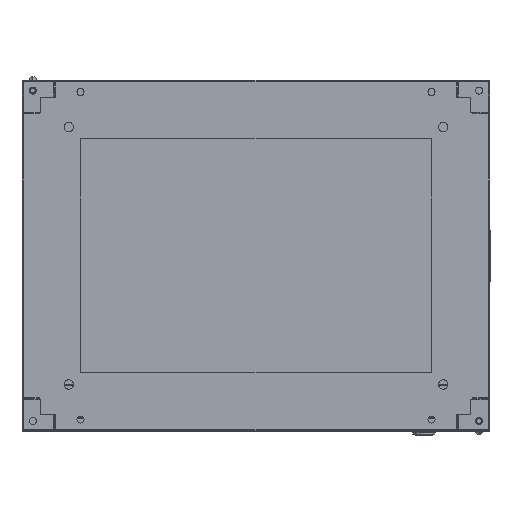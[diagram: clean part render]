
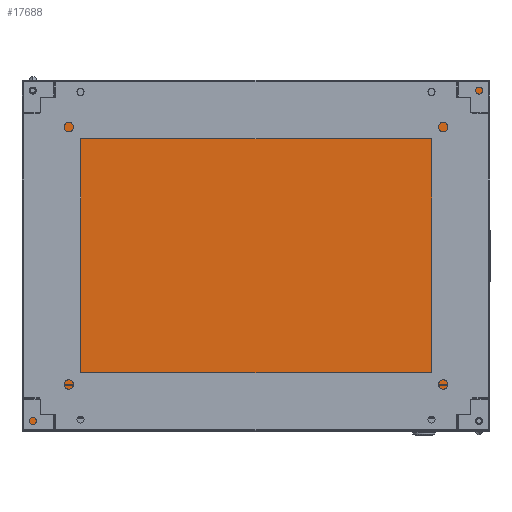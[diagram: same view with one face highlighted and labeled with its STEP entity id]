
A CAD part, front view. The second image highlights one B-rep face of the part: STEP entity #17688.
In plain terms, the highlighted face is planar.
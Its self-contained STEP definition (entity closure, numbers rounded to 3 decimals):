
#51 = VERTEX_POINT ( 'NONE', #9465 ) ;
#182 = CARTESIAN_POINT ( 'NONE',  ( 588.5, 11.3, 0. ) ) ;
#356 = ORIENTED_EDGE ( 'NONE', *, *, #6831, .T. ) ;
#484 = DIRECTION ( 'NONE',  ( 0., -1., 0. ) ) ;
#690 = LINE ( 'NONE', #30787, #38123 ) ;
#775 = CARTESIAN_POINT ( 'NONE',  ( 16.5, 434.7, 0. ) ) ;
#1119 = DIRECTION ( 'NONE',  ( 0., 1., 0. ) ) ;
#1462 = EDGE_CURVE ( 'NONE', #6049, #11198, #30364, .T. ) ;
#2044 = EDGE_CURVE ( 'NONE', #40880, #40070, #8089, .T. ) ;
#2182 = VECTOR ( 'NONE', #4611, 1000. ) ;
#3035 = DIRECTION ( 'NONE',  ( -1., 0., 0. ) ) ;
#3165 = EDGE_CURVE ( 'NONE', #32958, #40880, #7683, .T. ) ;
#3524 = AXIS2_PLACEMENT_3D ( 'NONE', #27552, #21028, #23859 ) ;
#3649 = VECTOR ( 'NONE', #11700, 1000. ) ;
#3929 = CARTESIAN_POINT ( 'NONE',  ( 0., 0., 0. ) ) ;
#4074 = LINE ( 'NONE', #37875, #38682 ) ;
#4192 = AXIS2_PLACEMENT_3D ( 'NONE', #16376, #42894, #12232 ) ;
#4611 = DIRECTION ( 'NONE',  ( 1., 0., 0. ) ) ;
#4827 = CARTESIAN_POINT ( 'NONE',  ( 0., 0., 0. ) ) ;
#5196 = EDGE_CURVE ( 'NONE', #12398, #6049, #4074, .T. ) ;
#5224 = DIRECTION ( 'NONE',  ( -1., 0., 0. ) ) ;
#5369 = EDGE_CURVE ( 'NONE', #11198, #32958, #15425, .T. ) ;
#5512 = ORIENTED_EDGE ( 'NONE', *, *, #37953, .T. ) ;
#6049 = VERTEX_POINT ( 'NONE', #12194 ) ;
#6831 = EDGE_CURVE ( 'NONE', #19741, #20053, #20506, .T. ) ;
#6948 = CARTESIAN_POINT ( 'NONE',  ( 596., 446., 0. ) ) ;
#7177 = ORIENTED_EDGE ( 'NONE', *, *, #5369, .T. ) ;
#7683 = LINE ( 'NONE', #27725, #2182 ) ;
#7847 = ORIENTED_EDGE ( 'NONE', *, *, #1462, .T. ) ;
#7982 = VECTOR ( 'NONE', #38719, 1000. ) ;
#8089 = LINE ( 'NONE', #3929, #17723 ) ;
#8940 = VERTEX_POINT ( 'NONE', #775 ) ;
#9224 = AXIS2_PLACEMENT_3D ( 'NONE', #31387, #38784, #5224 ) ;
#9228 = VERTEX_POINT ( 'NONE', #12766 ) ;
#9437 = CARTESIAN_POINT ( 'NONE',  ( 555., 0., 0. ) ) ;
#9465 = CARTESIAN_POINT ( 'NONE',  ( 555., 446., 0. ) ) ;
#9588 = LINE ( 'NONE', #29646, #27957 ) ;
#10082 = ORIENTED_EDGE ( 'NONE', *, *, #20971, .T. ) ;
#10160 = EDGE_LOOP ( 'NONE', ( #18771, #10082 ) ) ;
#10442 = CARTESIAN_POINT ( 'NONE',  ( 0., 446., 0. ) ) ;
#10744 = PLANE ( 'NONE',  #11478 ) ;
#10923 = ORIENTED_EDGE ( 'NONE', *, *, #3165, .T. ) ;
#10936 = VERTEX_POINT ( 'NONE', #33033 ) ;
#11185 = VECTOR ( 'NONE', #20569, 1000. ) ;
#11198 = VERTEX_POINT ( 'NONE', #31835 ) ;
#11404 = VECTOR ( 'NONE', #484, 1000. ) ;
#11478 = AXIS2_PLACEMENT_3D ( 'NONE', #20771, #37763, #17729 ) ;
#11674 = VERTEX_POINT ( 'NONE', #15047 ) ;
#11700 = DIRECTION ( 'NONE',  ( 0., 1., 0. ) ) ;
#12191 = EDGE_LOOP ( 'NONE', ( #32479, #356 ) ) ;
#12194 = CARTESIAN_POINT ( 'NONE',  ( 0., 405., 0. ) ) ;
#12232 = DIRECTION ( 'NONE',  ( -1., 0., 0. ) ) ;
#12398 = VERTEX_POINT ( 'NONE', #33895 ) ;
#12408 = VERTEX_POINT ( 'NONE', #30843 ) ;
#12766 = CARTESIAN_POINT ( 'NONE',  ( 596., 405., 0. ) ) ;
#12986 = CARTESIAN_POINT ( 'NONE',  ( 41., 0., 0. ) ) ;
#14020 = FACE_OUTER_BOUND ( 'NONE', #25002, .T. ) ;
#14834 = CARTESIAN_POINT ( 'NONE',  ( 7.5, 434.7, 0. ) ) ;
#15047 = CARTESIAN_POINT ( 'NONE',  ( 596., 41., 0. ) ) ;
#15202 = CARTESIAN_POINT ( 'NONE',  ( 0., 0., 0. ) ) ;
#15425 = LINE ( 'NONE', #15202, #7982 ) ;
#16376 = CARTESIAN_POINT ( 'NONE',  ( 12., 434.7, 0. ) ) ;
#17688 = ADVANCED_FACE ( 'NONE', ( #27517, #34916, #14020 ), #10744, .F. ) ;
#17723 = VECTOR ( 'NONE', #27278, 1000. ) ;
#17729 = DIRECTION ( 'NONE',  ( -1., 0., 0. ) ) ;
#17901 = DIRECTION ( 'NONE',  ( 0., 1., 0. ) ) ;
#17927 = EDGE_CURVE ( 'NONE', #11674, #9228, #38146, .T. ) ;
#18213 = EDGE_CURVE ( 'NONE', #51, #12408, #19634, .T. ) ;
#18227 = VERTEX_POINT ( 'NONE', #6948 ) ;
#18297 = ORIENTED_EDGE ( 'NONE', *, *, #42952, .T. ) ;
#18448 = DIRECTION ( 'NONE',  ( -1., 0., 0. ) ) ;
#18469 = LINE ( 'NONE', #22586, #3649 ) ;
#18771 = ORIENTED_EDGE ( 'NONE', *, *, #28841, .T. ) ;
#19634 = LINE ( 'NONE', #10442, #35855 ) ;
#19741 = VERTEX_POINT ( 'NONE', #182 ) ;
#20053 = VERTEX_POINT ( 'NONE', #32415 ) ;
#20506 = CIRCLE ( 'NONE', #42045, 4.5 ) ;
#20569 = DIRECTION ( 'NONE',  ( 1., 0., 0. ) ) ;
#20771 = CARTESIAN_POINT ( 'NONE',  ( 0., 0., 0. ) ) ;
#20971 = EDGE_CURVE ( 'NONE', #8940, #42425, #38987, .T. ) ;
#21028 = DIRECTION ( 'NONE',  ( 0., 0., -1. ) ) ;
#21086 = CIRCLE ( 'NONE', #9224, 4.5 ) ;
#22586 = CARTESIAN_POINT ( 'NONE',  ( 596., 0., 0. ) ) ;
#23334 = ORIENTED_EDGE ( 'NONE', *, *, #18213, .T. ) ;
#23859 = DIRECTION ( 'NONE',  ( -1., 0., 0. ) ) ;
#24423 = CIRCLE ( 'NONE', #3524, 4.5 ) ;
#25002 = EDGE_LOOP ( 'NONE', ( #26812, #7847, #7177, #10923, #39647, #28458, #40954, #36389, #18297, #5512, #23334, #35709 ) ) ;
#25286 = EDGE_CURVE ( 'NONE', #12408, #12398, #9588, .T. ) ;
#25943 = DIRECTION ( 'NONE',  ( -1., 0., 0. ) ) ;
#26734 = EDGE_CURVE ( 'NONE', #40070, #10936, #37118, .T. ) ;
#26812 = ORIENTED_EDGE ( 'NONE', *, *, #5196, .T. ) ;
#27278 = DIRECTION ( 'NONE',  ( 1., 0., 0. ) ) ;
#27517 = FACE_BOUND ( 'NONE', #12191, .T. ) ;
#27552 = CARTESIAN_POINT ( 'NONE',  ( 584., 11.3, 0. ) ) ;
#27725 = CARTESIAN_POINT ( 'NONE',  ( 0., 0., 0. ) ) ;
#27957 = VECTOR ( 'NONE', #25943, 1000. ) ;
#28458 = ORIENTED_EDGE ( 'NONE', *, *, #26734, .T. ) ;
#28841 = EDGE_CURVE ( 'NONE', #42425, #8940, #21086, .T. ) ;
#29646 = CARTESIAN_POINT ( 'NONE',  ( 0., 446., 0. ) ) ;
#30364 = LINE ( 'NONE', #42184, #11404 ) ;
#30787 = CARTESIAN_POINT ( 'NONE',  ( 596., 0., 0. ) ) ;
#30843 = CARTESIAN_POINT ( 'NONE',  ( 41., 446., 0. ) ) ;
#30968 = CARTESIAN_POINT ( 'NONE',  ( 596., 0., 0. ) ) ;
#31387 = CARTESIAN_POINT ( 'NONE',  ( 12., 434.7, 0. ) ) ;
#31835 = CARTESIAN_POINT ( 'NONE',  ( 0., 41., 0. ) ) ;
#32415 = CARTESIAN_POINT ( 'NONE',  ( 579.5, 11.3, 0. ) ) ;
#32479 = ORIENTED_EDGE ( 'NONE', *, *, #39689, .T. ) ;
#32835 = EDGE_CURVE ( 'NONE', #10936, #11674, #690, .T. ) ;
#32958 = VERTEX_POINT ( 'NONE', #4827 ) ;
#33033 = CARTESIAN_POINT ( 'NONE',  ( 596., 0., 0. ) ) ;
#33895 = CARTESIAN_POINT ( 'NONE',  ( 0., 446., 0. ) ) ;
#34063 = CARTESIAN_POINT ( 'NONE',  ( 0., 0., 0. ) ) ;
#34181 = DIRECTION ( 'NONE',  ( 0., -1., 0. ) ) ;
#34916 = FACE_BOUND ( 'NONE', #10160, .T. ) ;
#35347 = CARTESIAN_POINT ( 'NONE',  ( 584., 11.3, 0. ) ) ;
#35444 = VECTOR ( 'NONE', #18448, 1000. ) ;
#35709 = ORIENTED_EDGE ( 'NONE', *, *, #25286, .T. ) ;
#35855 = VECTOR ( 'NONE', #3035, 1000. ) ;
#36389 = ORIENTED_EDGE ( 'NONE', *, *, #17927, .T. ) ;
#37118 = LINE ( 'NONE', #34063, #11185 ) ;
#37763 = DIRECTION ( 'NONE',  ( 0., 0., -1. ) ) ;
#37829 = DIRECTION ( 'NONE',  ( 0., 0., -1. ) ) ;
#37875 = CARTESIAN_POINT ( 'NONE',  ( 0., 0., 0. ) ) ;
#37953 = EDGE_CURVE ( 'NONE', #18227, #51, #41505, .T. ) ;
#38123 = VECTOR ( 'NONE', #1119, 1000. ) ;
#38146 = LINE ( 'NONE', #30968, #41416 ) ;
#38682 = VECTOR ( 'NONE', #34181, 1000. ) ;
#38719 = DIRECTION ( 'NONE',  ( 0., -1., 0. ) ) ;
#38784 = DIRECTION ( 'NONE',  ( 0., 0., -1. ) ) ;
#38987 = CIRCLE ( 'NONE', #4192, 4.5 ) ;
#39647 = ORIENTED_EDGE ( 'NONE', *, *, #2044, .T. ) ;
#39689 = EDGE_CURVE ( 'NONE', #20053, #19741, #24423, .T. ) ;
#40070 = VERTEX_POINT ( 'NONE', #9437 ) ;
#40880 = VERTEX_POINT ( 'NONE', #12986 ) ;
#40954 = ORIENTED_EDGE ( 'NONE', *, *, #32835, .T. ) ;
#41083 = DIRECTION ( 'NONE',  ( -1., 0., 0. ) ) ;
#41306 = CARTESIAN_POINT ( 'NONE',  ( 0., 446., 0. ) ) ;
#41416 = VECTOR ( 'NONE', #17901, 1000. ) ;
#41505 = LINE ( 'NONE', #41306, #35444 ) ;
#42045 = AXIS2_PLACEMENT_3D ( 'NONE', #35347, #37829, #41083 ) ;
#42184 = CARTESIAN_POINT ( 'NONE',  ( 0., 0., 0. ) ) ;
#42425 = VERTEX_POINT ( 'NONE', #14834 ) ;
#42894 = DIRECTION ( 'NONE',  ( 0., 0., -1. ) ) ;
#42952 = EDGE_CURVE ( 'NONE', #9228, #18227, #18469, .T. ) ;
